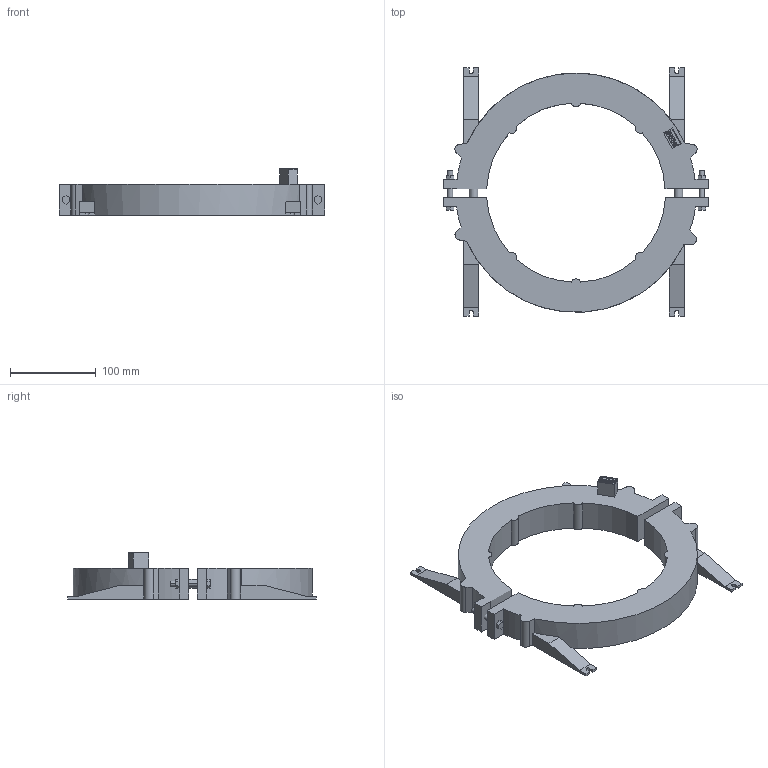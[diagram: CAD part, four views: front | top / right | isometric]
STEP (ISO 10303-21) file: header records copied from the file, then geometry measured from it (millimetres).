
FILE_DESCRIPTION((''),'2;1');
FILE_NAME('3d_31RTA210.stp','2012-10-03T09:43:28',(''),(''),'Mechanical Desktop 2011','Mechanical Desktop 2011',', , ');
FILE_SCHEMA(('CONFIG_CONTROL_DESIGN'));
Length unit declared in the file: millimetre
Products named in the file (1): Product
Bounding box: 309.13 x 290 x 54 mm (x, y, z)
Volume: 1057219.5 mm3; surface area: 140875.2 mm2
Topology: 11 solids, 11 shells, 180 faces, 457 edges, 305 vertices
Faces by surface type: plane 90, bspline 51, cylinder 39
Entity records: 5574 total; most frequent: CARTESIAN_POINT 1180, ORIENTED_EDGE 914, DIRECTION 829, EDGE_CURVE 457, VECTOR 345, LINE 345, VERTEX_POINT 305, AXIS2_PLACEMENT_3D 242
